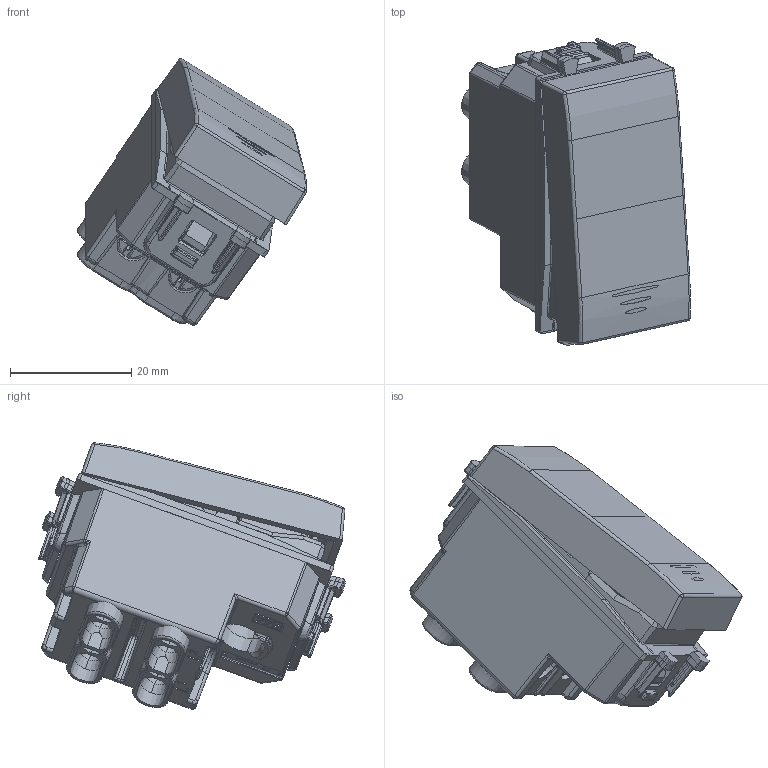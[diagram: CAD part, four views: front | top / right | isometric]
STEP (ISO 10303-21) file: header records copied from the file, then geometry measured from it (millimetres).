
FILE_DESCRIPTION(('CATIA V5 STEP Exchange'),'2;1');
FILE_NAME('441005_2P.stp','2024-03-19T11:02:01+00:00',('none'),('none'),'CATIA Version 5-6 Release 2016 SP6','CATIA V5 STEP AP203','none');
FILE_SCHEMA(('CONFIG_CONTROL_DESIGN'));
Products named in the file (1): STEP
Assembly tree (17 placements, depth 2):
  STEP
    #57
    #39609
    #90258
    #124523  x2
    #126124  x2
    #127811  x4
    #129724  x4
    #130668
    #138920
Bounding box: 37.81 x 50.64 x 44.03 mm (x, y, z)
Volume: 15641.4 mm3; surface area: 26020.7 mm2
Topology: 20 solids, 20 shells, 4208 faces, 11159 edges, 6880 vertices
Faces by surface type: plane 1932, cylinder 1239, bspline 460, cone 279, torus 136, sphere 116, extrusion 38, revolution 8
Entity records: 152214 total; most frequent: CARTESIAN_POINT 69519, ORIENTED_EDGE 20068, DIRECTION 11892, EDGE_CURVE 10034, VERTEX_POINT 6245, VECTOR 4979, LINE 4941, AXIS2_PLACEMENT_3D 4162
